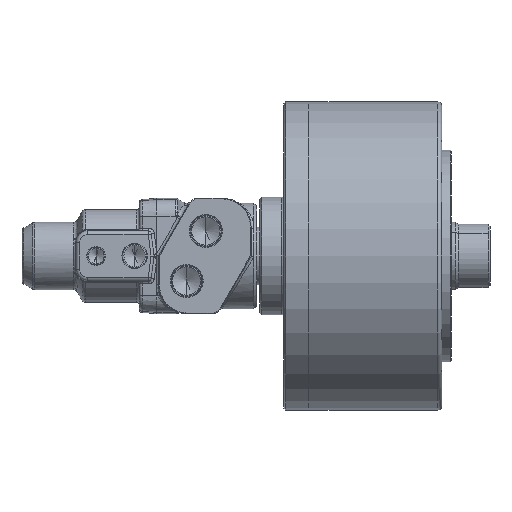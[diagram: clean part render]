
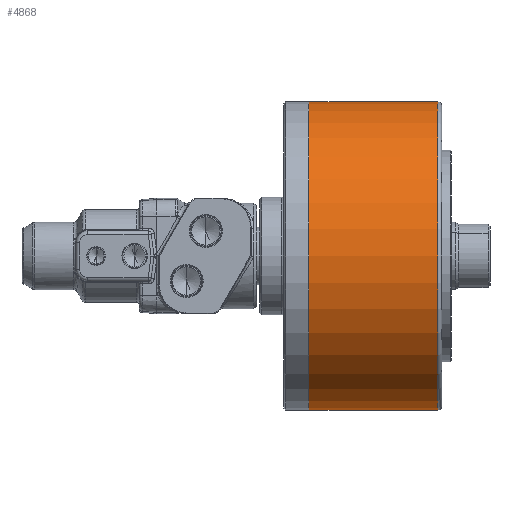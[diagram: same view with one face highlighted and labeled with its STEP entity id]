
A CAD part, front view. The second image highlights one B-rep face of the part: STEP entity #4868.
In plain terms, the highlighted cylindrical face has radius 80 mm (diameter 160 mm), a partial arc.
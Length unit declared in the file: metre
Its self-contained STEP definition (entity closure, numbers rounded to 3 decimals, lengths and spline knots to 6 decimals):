
#4316 = VERTEX_POINT ( 'NONE', #19515 ) ;
#4382 = VERTEX_POINT ( 'NONE', #19520 ) ;
#4663 = EDGE_CURVE ( 'NONE', #4382, #4664, #19577, .T. ) ;
#4664 = VERTEX_POINT ( 'NONE', #19878 ) ;
#4667 = EDGE_CURVE ( 'NONE', #4316, #4691, #19570, .T. ) ;
#4691 = VERTEX_POINT ( 'NONE', #19946 ) ;
#4811 = ORIENTED_EDGE ( 'NONE', *, *, #4855, .T. ) ;
#4821 = ORIENTED_EDGE ( 'NONE', *, *, #4667, .F. ) ;
#4832 = ORIENTED_EDGE ( 'NONE', *, *, #4845, .F. ) ;
#4833 = ORIENTED_EDGE ( 'NONE', *, *, #4663, .T. ) ;
#4843 = EDGE_LOOP ( 'NONE', ( #4821, #4811, #4833, #4832 ) ) ;
#4845 = EDGE_CURVE ( 'NONE', #4691, #4664, #20165, .T. ) ;
#4855 = EDGE_CURVE ( 'NONE', #4316, #4382, #20251, .T. ) ;
#4868 = ADVANCED_FACE ( 'NONE', ( #20244 ), #20213, .T. ) ;
#19515 = CARTESIAN_POINT ( 'NONE',  ( 0.067, 0., -0.08 ) ) ;
#19520 = CARTESIAN_POINT ( 'NONE',  ( 0.067, 0., 0.08 ) ) ;
#19569 = CARTESIAN_POINT ( 'NONE',  ( 0., 0., -0.08 ) ) ;
#19570 = LINE ( 'NONE', #19569, #19633 ) ;
#19577 = LINE ( 'NONE', #19582, #19583 ) ;
#19582 = CARTESIAN_POINT ( 'NONE',  ( 0., 0., 0.08 ) ) ;
#19583 = VECTOR ( 'NONE', #19623, 1. ) ;
#19623 = DIRECTION ( 'NONE',  ( -1., 0., 0. ) ) ;
#19632 = DIRECTION ( 'NONE',  ( -1., 0., 0. ) ) ;
#19633 = VECTOR ( 'NONE', #19632, 1. ) ;
#19779 = DIRECTION ( 'NONE',  ( 0., 0., 1. ) ) ;
#19878 = CARTESIAN_POINT ( 'NONE',  ( 0., 0., 0.08 ) ) ;
#19946 = CARTESIAN_POINT ( 'NONE',  ( 0., 0., -0.08 ) ) ;
#20141 = CARTESIAN_POINT ( 'NONE',  ( 0., 0., 0. ) ) ;
#20142 = AXIS2_PLACEMENT_3D ( 'NONE', #20141, #20158, #20157 ) ;
#20157 = DIRECTION ( 'NONE',  ( 0., 0., 1. ) ) ;
#20158 = DIRECTION ( 'NONE',  ( -1., 0., 0. ) ) ;
#20165 = CIRCLE ( 'NONE', #20142, 0.08 ) ;
#20201 = DIRECTION ( 'NONE',  ( -1., 0., 0. ) ) ;
#20202 = AXIS2_PLACEMENT_3D ( 'NONE', #20212, #20201, #19779 ) ;
#20212 = CARTESIAN_POINT ( 'NONE',  ( 0., 0., 0. ) ) ;
#20213 = CYLINDRICAL_SURFACE ( 'NONE', #20202, 0.08 ) ;
#20231 = DIRECTION ( 'NONE',  ( 0., 0., 1. ) ) ;
#20233 = DIRECTION ( 'NONE',  ( -1., 0., 0. ) ) ;
#20234 = CARTESIAN_POINT ( 'NONE',  ( 0.067, 0., 0. ) ) ;
#20235 = AXIS2_PLACEMENT_3D ( 'NONE', #20234, #20233, #20231 ) ;
#20244 = FACE_OUTER_BOUND ( 'NONE', #4843, .T. ) ;
#20251 = CIRCLE ( 'NONE', #20235, 0.08 ) ;
